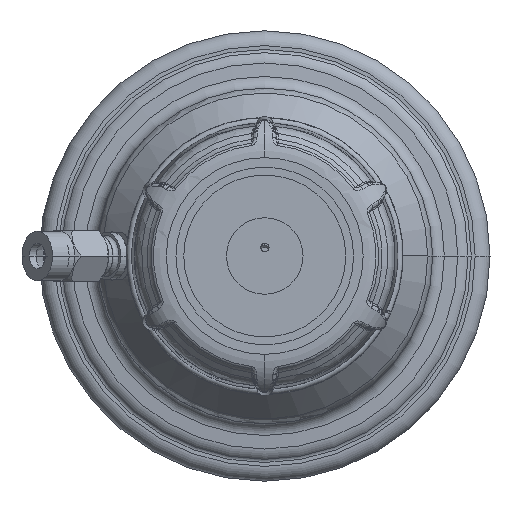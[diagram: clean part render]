
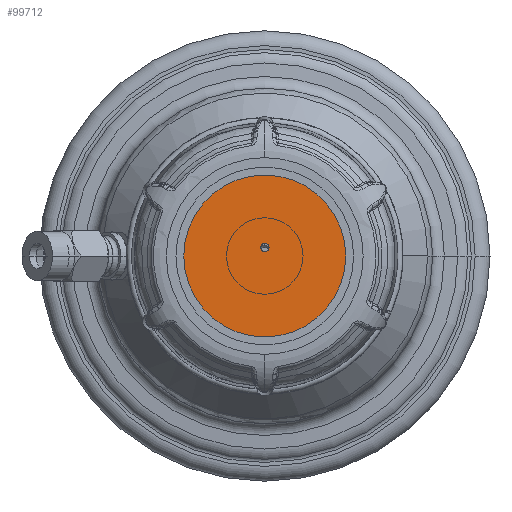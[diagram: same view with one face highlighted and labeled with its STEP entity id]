
A CAD part, front view. The second image highlights one B-rep face of the part: STEP entity #99712.
In plain terms, the highlighted planar face has unit normal (0, -1, 0).
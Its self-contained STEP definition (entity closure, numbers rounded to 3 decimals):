
#53265=CARTESIAN_POINT('',(0.,-232.332,0.));
#53266=DIRECTION('',(0.,-1.,0.));
#53267=DIRECTION('',(-1.,0.,0.));
#53268=AXIS2_PLACEMENT_3D('',#53265,#53266,#53267);
#53270=CARTESIAN_POINT('',(0.,-232.332,0.));
#53271=DIRECTION('',(0.,-1.,0.));
#53272=DIRECTION('',(1.,0.,0.));
#53273=AXIS2_PLACEMENT_3D('',#53270,#53271,#53272);
#53275=CARTESIAN_POINT('',(0.,-232.332,2.));
#53276=DIRECTION('',(0.,1.,0.));
#53277=DIRECTION('',(-1.,0.,0.));
#53278=AXIS2_PLACEMENT_3D('',#53275,#53276,#53277);
#53280=CARTESIAN_POINT('',(0.,-232.332,2.));
#53281=DIRECTION('',(0.,1.,0.));
#53282=DIRECTION('',(1.,0.,0.));
#53283=AXIS2_PLACEMENT_3D('',#53280,#53281,#53282);
#88577=CARTESIAN_POINT('',(-19.05,-232.332,0.));
#88578=CARTESIAN_POINT('',(19.05,-232.332,0.));
#88579=VERTEX_POINT('',#88577);
#88580=VERTEX_POINT('',#88578);
#88581=CARTESIAN_POINT('',(-1.,-232.332,2.));
#88582=CARTESIAN_POINT('',(1.,-232.332,2.));
#88583=VERTEX_POINT('',#88581);
#88584=VERTEX_POINT('',#88582);
#99697=CARTESIAN_POINT('',(0.,-232.332,0.));
#99698=DIRECTION('',(0.,-1.,0.));
#99699=DIRECTION('',(-1.,0.,0.));
#99700=AXIS2_PLACEMENT_3D('',#99697,#99698,#99699);
#99701=PLANE('',#99700);
#99702=ORIENTED_EDGE('',*,*,#99677,.F.);
#99703=ORIENTED_EDGE('',*,*,#99691,.F.);
#99704=EDGE_LOOP('',(#99702,#99703));
#99705=FACE_OUTER_BOUND('',#99704,.F.);
#99707=ORIENTED_EDGE('',*,*,#99706,.F.);
#99709=ORIENTED_EDGE('',*,*,#99708,.F.);
#99710=EDGE_LOOP('',(#99707,#99709));
#99711=FACE_BOUND('',#99710,.F.);
#99712=ADVANCED_FACE('',(#99705,#99711),#99701,.T.);
#53269=CIRCLE('',#53268,19.05);
#53274=CIRCLE('',#53273,19.05);
#53279=CIRCLE('',#53278,1.);
#53284=CIRCLE('',#53283,1.);
#99677=EDGE_CURVE('',#88579,#88580,#53269,.T.);
#99691=EDGE_CURVE('',#88580,#88579,#53274,.T.);
#99706=EDGE_CURVE('',#88583,#88584,#53279,.T.);
#99708=EDGE_CURVE('',#88584,#88583,#53284,.T.);
